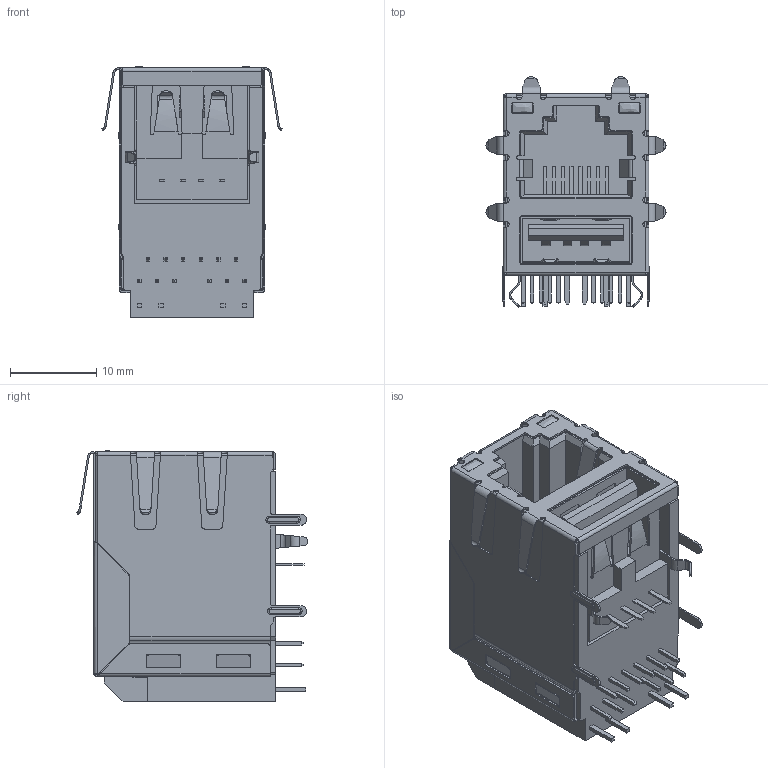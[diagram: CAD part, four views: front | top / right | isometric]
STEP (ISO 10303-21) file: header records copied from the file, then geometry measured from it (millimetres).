
FILE_DESCRIPTION (( 'STEP AP214' ), '1' );
FILE_NAME ('Default.STEP', '2018-11-14T17:33:22', ( '' ), ( '' ), 'SwSTEP 2.0', 'SolidWorks 2018', '' );
FILE_SCHEMA (( 'AUTOMOTIVE_DESIGN' ));
Length unit declared in the file: millimetre
Products named in the file (1): Default
Bounding box: 20.89 x 26.8 x 29.13 mm (x, y, z)
Volume: 8013.9 mm3; surface area: 9585 mm2
Topology: 30 solids, 30 shells, 1047 faces, 2832 edges, 1836 vertices
Faces by surface type: plane 710, cylinder 317, torus 12, sphere 6, bspline 2
Entity records: 33905 total; most frequent: CARTESIAN_POINT 6632, ORIENTED_EDGE 5652, DIRECTION 5194, EDGE_CURVE 2826, LINE 2086, VECTOR 2086, VERTEX_POINT 1836, AXIS2_PLACEMENT_3D 1554
